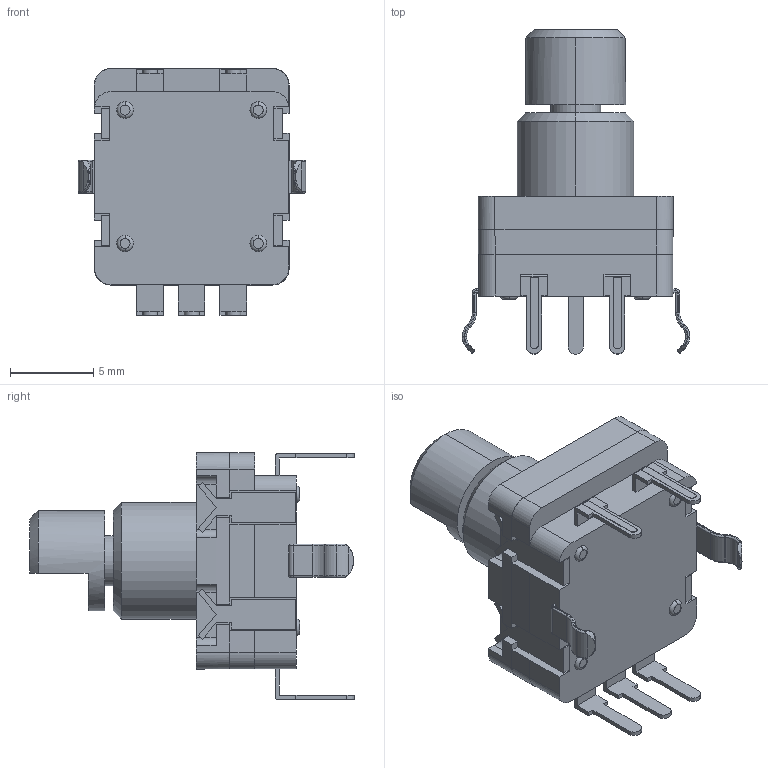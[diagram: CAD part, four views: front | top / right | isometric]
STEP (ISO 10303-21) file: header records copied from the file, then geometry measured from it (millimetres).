
FILE_DESCRIPTION (( 'STEP AP203' ), '1' );
FILE_NAME ('User Library-Encoder Alpha RE111F-41B1N-15F-20P.STEP', '2014-12-25T23:31:34', ( 'Windows User' ), ( '' ), 'SwSTEP 2.0', 'SolidWorks 2015', '' );
FILE_SCHEMA (( 'CONFIG_CONTROL_DESIGN' ));
Length unit declared in the file: millimetre
Products named in the file (1): User Library-Encoder Alpha RE111F-41B1N-15F-20P
Bounding box: 13.66 x 19.48 x 14.83 mm (x, y, z)
Volume: 1132.4 mm3; surface area: 1007.9 mm2
Topology: 1 solids, 1 shells, 394 faces, 1028 edges, 651 vertices
Faces by surface type: plane 246, cylinder 94, torus 35, bspline 12, sphere 4, cone 3
Entity records: 12225 total; most frequent: CARTESIAN_POINT 2517, ORIENTED_EDGE 2048, DIRECTION 1966, EDGE_CURVE 1024, LINE 710, VECTOR 710, VERTEX_POINT 651, AXIS2_PLACEMENT_3D 628
